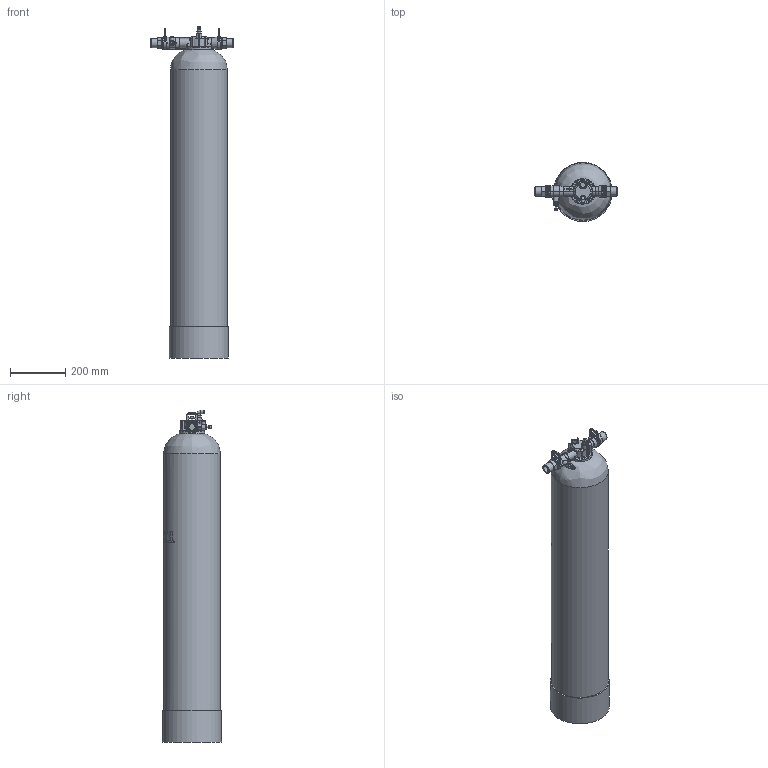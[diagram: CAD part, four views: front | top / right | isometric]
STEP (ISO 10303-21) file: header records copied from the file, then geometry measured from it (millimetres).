
FILE_DESCRIPTION(/* description */ (''),/* implementation_level */ '2;1');
FILE_NAME(/* name */ 'Аэрационный узел 2.0.stp',/* time_stamp */ '2024-11-28T14:11:22+03:00',/* author */ ('panov'),/* organization */ (''),/* preprocessor_version */ 'ST-DEVELOPER v16.1',/* originating_system */ 'Autodesk Inventor 2016',/* authorisation */ '');
FILE_SCHEMA (('AUTOMOTIVE_DESIGN { 1 0 10303 214 3 1 1 }'));
Length unit declared in the file: millimetre
Products named in the file (1): Оголовок
Bounding box: 299 x 214 x 1203.5 mm (x, y, z)
Volume: 37526792.5 mm3; surface area: 1092477 mm2
Topology: 14 solids, 14 shells, 717 faces, 1751 edges, 1078 vertices
Faces by surface type: plane 263, cylinder 213, bspline 146, torus 62, sphere 18, cone 15
Full cylindrical faces by diameter (mm): 6 x1, 6.25 x2, 6.3 x3, 9.9 x1, 10 x1, 13 x6, 18 x1, 19 x1, 20 x2, 23 x2, 33.249 x2, 33.9 x2, 34 x2, 44 x2, 45 x2, 60 x1, 65 x1, 75.184 x1, 84 x1, 206 x2, 214 x1
Entity records: 24553 total; most frequent: CARTESIAN_POINT 8741, ORIENTED_EDGE 3362, DIRECTION 3016, EDGE_CURVE 1681, AXIS2_PLACEMENT_3D 1168, VERTEX_POINT 1064, EDGE_LOOP 815, FACE_OUTER_BOUND 717
